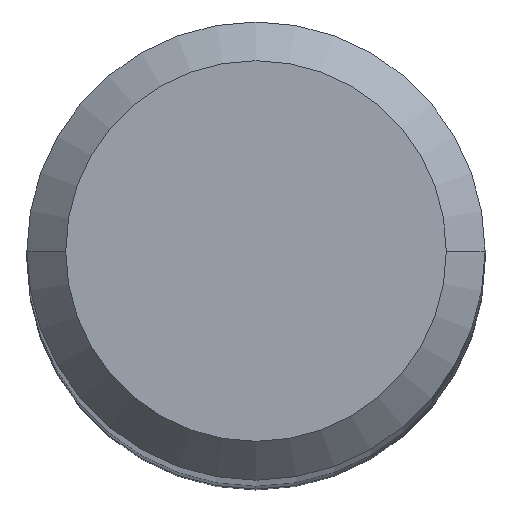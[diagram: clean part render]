
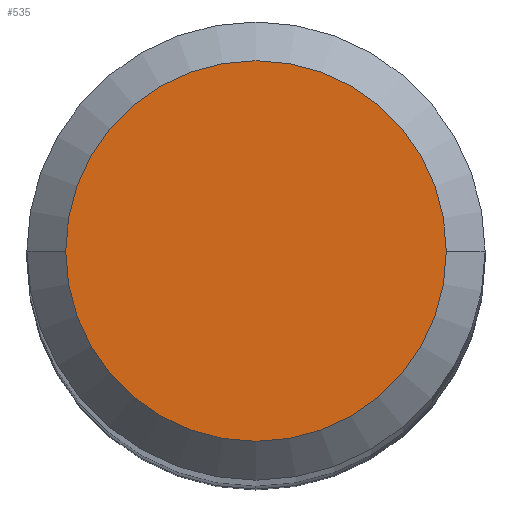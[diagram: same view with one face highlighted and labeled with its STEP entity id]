
A CAD part, top view. The second image highlights one B-rep face of the part: STEP entity #535.
In plain terms, the highlighted planar face has unit normal (0, 0, 1).
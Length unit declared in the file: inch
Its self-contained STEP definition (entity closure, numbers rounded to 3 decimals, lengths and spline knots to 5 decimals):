
#62 = ORIENTED_EDGE ( 'NONE', *, *, #374, .T. ) ;
#89 = PLANE ( 'NONE',  #552 ) ;
#100 = DIRECTION ( 'NONE',  ( -1., 0., 0. ) ) ;
#115 = CARTESIAN_POINT ( 'NONE',  ( 0., 0., 0. ) ) ;
#198 = DIRECTION ( 'NONE',  ( 0., 0., 1. ) ) ;
#202 = FACE_OUTER_BOUND ( 'NONE', #232, .T. ) ;
#219 = AXIS2_PLACEMENT_3D ( 'NONE', #115, #198, #427 ) ;
#232 = EDGE_LOOP ( 'NONE', ( #267, #62 ) ) ;
#267 = ORIENTED_EDGE ( 'NONE', *, *, #493, .T. ) ;
#270 = CIRCLE ( 'NONE', #219, 0.0981 ) ;
#280 = DIRECTION ( 'NONE',  ( 1., 0., 0. ) ) ;
#327 = CARTESIAN_POINT ( 'NONE',  ( 0., 0., 0. ) ) ;
#344 = CARTESIAN_POINT ( 'NONE',  ( -0.0981, 0., 0. ) ) ;
#349 = VERTEX_POINT ( 'NONE', #452 ) ;
#352 = DIRECTION ( 'NONE',  ( 0., 0., -1. ) ) ;
#363 = DIRECTION ( 'NONE',  ( 0., 0., 1. ) ) ;
#374 = EDGE_CURVE ( 'NONE', #349, #481, #434, .T. ) ;
#393 = AXIS2_PLACEMENT_3D ( 'NONE', #327, #363, #280 ) ;
#427 = DIRECTION ( 'NONE',  ( 1., 0., 0. ) ) ;
#434 = CIRCLE ( 'NONE', #393, 0.0981 ) ;
#452 = CARTESIAN_POINT ( 'NONE',  ( 0.0981, 0., 0. ) ) ;
#481 = VERTEX_POINT ( 'NONE', #344 ) ;
#493 = EDGE_CURVE ( 'NONE', #481, #349, #270, .T. ) ;
#506 = CARTESIAN_POINT ( 'NONE',  ( 0., 0.0981, 0. ) ) ;
#535 = ADVANCED_FACE ( 'NONE', ( #202 ), #89, .F. ) ;
#552 = AXIS2_PLACEMENT_3D ( 'NONE', #506, #352, #100 ) ;
